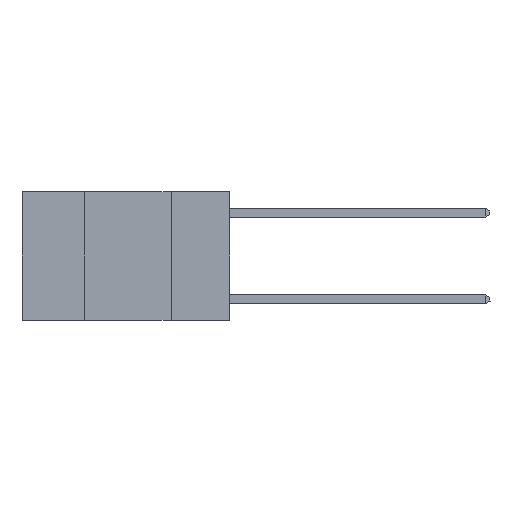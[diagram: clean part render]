
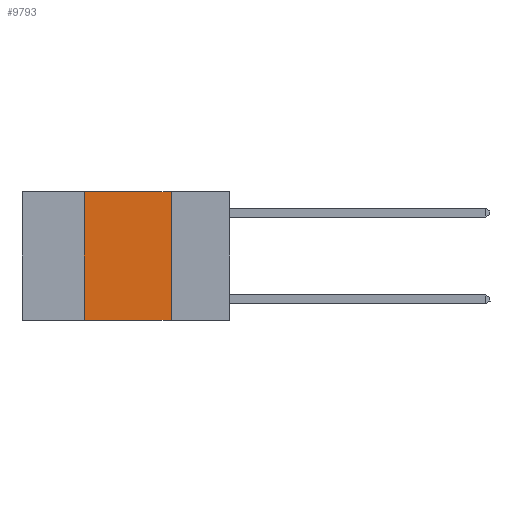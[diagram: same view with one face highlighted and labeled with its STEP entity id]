
A CAD part, left-side view. The second image highlights one B-rep face of the part: STEP entity #9793.
In plain terms, the highlighted planar face has unit normal (-1, 0, 0).
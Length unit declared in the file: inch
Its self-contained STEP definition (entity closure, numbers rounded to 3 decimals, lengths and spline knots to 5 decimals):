
#231 = LINE ( 'NONE', #6786, #15573 ) ;
#706 = ORIENTED_EDGE ( 'NONE', *, *, #14309, .F. ) ;
#1494 = LINE ( 'NONE', #6965, #15044 ) ;
#1820 = VECTOR ( 'NONE', #9107, 39.37008 ) ;
#1898 = VERTEX_POINT ( 'NONE', #11388 ) ;
#2170 = EDGE_CURVE ( 'NONE', #5664, #17461, #10906, .T. ) ;
#3179 = CARTESIAN_POINT ( 'NONE',  ( 0., 0.6, 0. ) ) ;
#4801 = PLANE ( 'NONE',  #13476 ) ;
#5664 = VERTEX_POINT ( 'NONE', #15216 ) ;
#5733 = ORIENTED_EDGE ( 'NONE', *, *, #2170, .F. ) ;
#6181 = LINE ( 'NONE', #14476, #1820 ) ;
#6567 = EDGE_CURVE ( 'NONE', #11109, #17461, #1494, .T. ) ;
#6786 = CARTESIAN_POINT ( 'NONE',  ( 0., 0.6, 0. ) ) ;
#6965 = CARTESIAN_POINT ( 'NONE',  ( 0., 0.6, -0.37 ) ) ;
#7610 = ORIENTED_EDGE ( 'NONE', *, *, #6567, .T. ) ;
#8702 = FACE_OUTER_BOUND ( 'NONE', #11222, .T. ) ;
#8924 = ORIENTED_EDGE ( 'NONE', *, *, #11184, .F. ) ;
#9107 = DIRECTION ( 'NONE',  ( 0., 0., 1. ) ) ;
#9681 = DIRECTION ( 'NONE',  ( 0., -1., 0. ) ) ;
#9793 = ADVANCED_FACE ( 'NONE', ( #8702 ), #4801, .F. ) ;
#10906 = LINE ( 'NONE', #13683, #17267 ) ;
#11109 = VERTEX_POINT ( 'NONE', #11689 ) ;
#11184 = EDGE_CURVE ( 'NONE', #11109, #1898, #6181, .T. ) ;
#11222 = EDGE_LOOP ( 'NONE', ( #5733, #706, #8924, #7610 ) ) ;
#11388 = CARTESIAN_POINT ( 'NONE',  ( 0., 0.42, 0. ) ) ;
#11689 = CARTESIAN_POINT ( 'NONE',  ( 0., 0.42, -0.37 ) ) ;
#12711 = CARTESIAN_POINT ( 'NONE',  ( 0., 0.17, -0.37 ) ) ;
#12915 = DIRECTION ( 'NONE',  ( 1., 0., 0. ) ) ;
#13476 = AXIS2_PLACEMENT_3D ( 'NONE', #3179, #12915, #15608 ) ;
#13683 = CARTESIAN_POINT ( 'NONE',  ( 0., 0.17, 0. ) ) ;
#13904 = DIRECTION ( 'NONE',  ( 0., -1., 0. ) ) ;
#14309 = EDGE_CURVE ( 'NONE', #1898, #5664, #231, .T. ) ;
#14476 = CARTESIAN_POINT ( 'NONE',  ( 0., 0.42, 0. ) ) ;
#14954 = DIRECTION ( 'NONE',  ( 0., 0., -1. ) ) ;
#15044 = VECTOR ( 'NONE', #13904, 39.37008 ) ;
#15216 = CARTESIAN_POINT ( 'NONE',  ( 0., 0.17, 0. ) ) ;
#15573 = VECTOR ( 'NONE', #9681, 39.37008 ) ;
#15608 = DIRECTION ( 'NONE',  ( 0., 0., -1. ) ) ;
#17267 = VECTOR ( 'NONE', #14954, 39.37008 ) ;
#17461 = VERTEX_POINT ( 'NONE', #12711 ) ;
